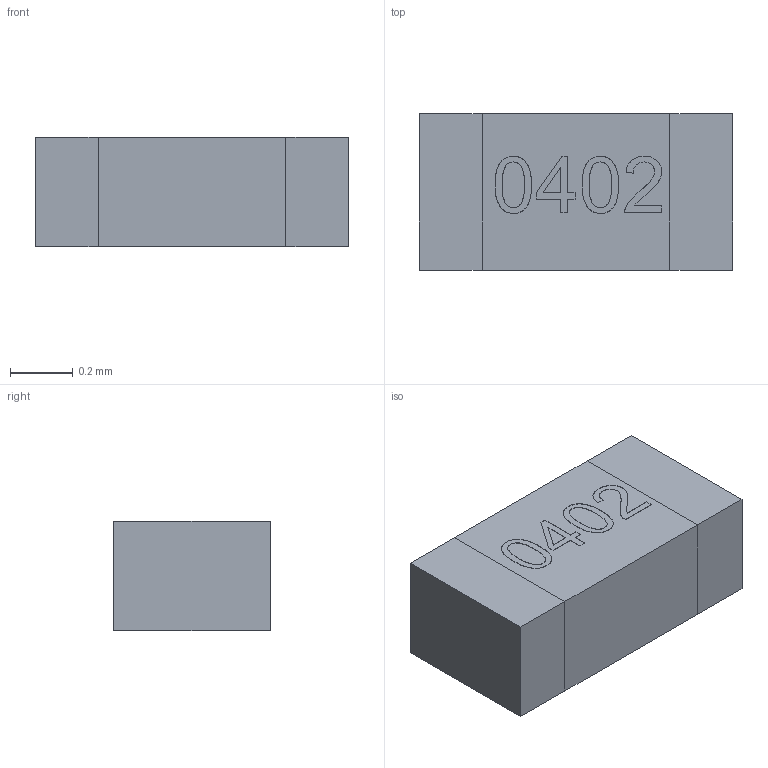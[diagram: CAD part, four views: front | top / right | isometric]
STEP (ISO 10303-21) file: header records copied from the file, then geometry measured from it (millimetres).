
FILE_DESCRIPTION(/* description */ (''),/* implementation_level */ '2;1');
FILE_NAME(/* name */ 'R0402.step',/* time_stamp */ '2021-06-21T12:54:18-05:00',/* author */ (''),/* organization */ (''),/* preprocessor_version */ 'ST-DEVELOPER v18.1',/* originating_system */ 'Autodesk Translation Framework v10.9.0.1377',/* authorisation */ '');
FILE_SCHEMA (('AUTOMOTIVE_DESIGN { 1 0 10303 214 3 1 1 }'));
Length unit declared in the file: millimetre
Products named in the file (1): R0402
Bounding box: 1 x 0.5 x 0.35 mm (x, y, z)
Volume: 0.2 mm3; surface area: 2.8 mm2
Topology: 7 solids, 7 shells, 102 faces, 264 edges, 176 vertices
Faces by surface type: bspline 58, plane 44
Entity records: 3688 total; most frequent: CARTESIAN_POINT 1529, ORIENTED_EDGE 528, EDGE_CURVE 264, DIRECTION 238, VERTEX_POINT 176, LINE 148, VECTOR 148, B_SPLINE_CURVE_WITH_KNOTS 116
